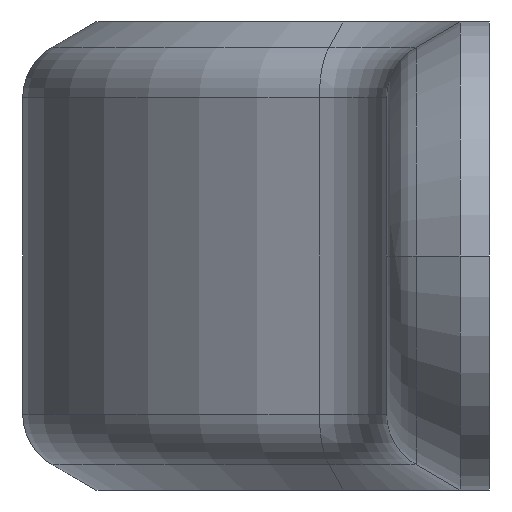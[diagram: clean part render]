
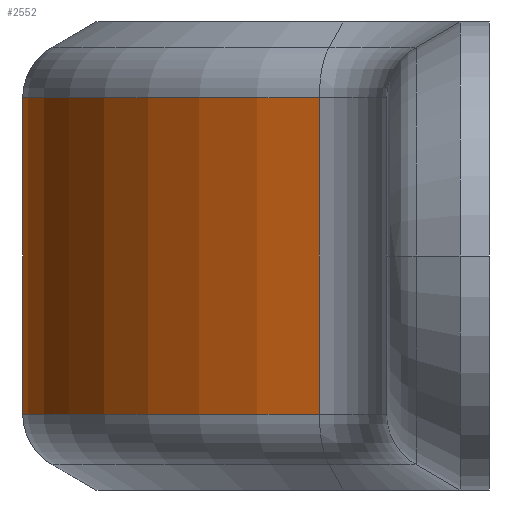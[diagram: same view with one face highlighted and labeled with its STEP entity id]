
A CAD part, left-side view. The second image highlights one B-rep face of the part: STEP entity #2552.
In plain terms, the highlighted cylindrical face has radius 15.028 mm (diameter 30.057 mm), a partial arc.
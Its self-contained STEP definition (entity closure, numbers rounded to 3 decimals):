
#71 = EDGE_LOOP ( 'NONE', ( #1262, #2351, #1122, #1859, #1822, #1338 ) ) ;
#80 = VERTEX_POINT ( 'NONE', #378 ) ;
#145 = AXIS2_PLACEMENT_3D ( 'NONE', #616, #1311, #2910 ) ;
#225 = CARTESIAN_POINT ( 'NONE',  ( 14.212, 4.887, -5.402 ) ) ;
#230 = CARTESIAN_POINT ( 'NONE',  ( 0., 15.028, -5.402 ) ) ;
#238 = AXIS2_PLACEMENT_3D ( 'NONE', #1261, #379, #1987 ) ;
#332 = VECTOR ( 'NONE', #1510, 1000. ) ;
#355 = CARTESIAN_POINT ( 'NONE',  ( 14.212, 4.887, 8. ) ) ;
#359 = CARTESIAN_POINT ( 'NONE',  ( 0., 0., -5.402 ) ) ;
#378 = CARTESIAN_POINT ( 'NONE',  ( 0., 15.028, 5.402 ) ) ;
#379 = DIRECTION ( 'NONE',  ( 0., 0., -1. ) ) ;
#393 = CIRCLE ( 'NONE', #2266, 15.028 ) ;
#434 = EDGE_CURVE ( 'NONE', #80, #1183, #2752, .T. ) ;
#470 = CARTESIAN_POINT ( 'NONE',  ( -14.212, 4.887, 8. ) ) ;
#486 = LINE ( 'NONE', #470, #2176 ) ;
#608 = DIRECTION ( 'NONE',  ( -1., 0., 0. ) ) ;
#610 = CARTESIAN_POINT ( 'NONE',  ( 14.212, 4.887, 5.402 ) ) ;
#616 = CARTESIAN_POINT ( 'NONE',  ( 0., 0., 5.402 ) ) ;
#819 = DIRECTION ( 'NONE',  ( -1., 0., 0. ) ) ;
#839 = EDGE_CURVE ( 'NONE', #1881, #877, #1771, .T. ) ;
#849 = DIRECTION ( 'NONE',  ( 0., 0., -1. ) ) ;
#877 = VERTEX_POINT ( 'NONE', #2756 ) ;
#959 = LINE ( 'NONE', #355, #332 ) ;
#1037 = CARTESIAN_POINT ( 'NONE',  ( 0., 0., 0. ) ) ;
#1122 = ORIENTED_EDGE ( 'NONE', *, *, #839, .T. ) ;
#1124 = CARTESIAN_POINT ( 'NONE',  ( -14.212, 4.887, 5.402 ) ) ;
#1179 = CIRCLE ( 'NONE', #238, 15.028 ) ;
#1182 = DIRECTION ( 'NONE',  ( 0., 0., 1. ) ) ;
#1183 = VERTEX_POINT ( 'NONE', #610 ) ;
#1217 = EDGE_CURVE ( 'NONE', #1183, #2901, #959, .T. ) ;
#1261 = CARTESIAN_POINT ( 'NONE',  ( 0., 0., 5.402 ) ) ;
#1262 = ORIENTED_EDGE ( 'NONE', *, *, #1217, .T. ) ;
#1311 = DIRECTION ( 'NONE',  ( 0., 0., -1. ) ) ;
#1312 = DIRECTION ( 'NONE',  ( 0., 0., 1. ) ) ;
#1338 = ORIENTED_EDGE ( 'NONE', *, *, #434, .T. ) ;
#1510 = DIRECTION ( 'NONE',  ( 0., 0., -1. ) ) ;
#1585 = AXIS2_PLACEMENT_3D ( 'NONE', #359, #2917, #608 ) ;
#1744 = DIRECTION ( 'NONE',  ( -1., 0., 0. ) ) ;
#1771 = CIRCLE ( 'NONE', #1585, 15.028 ) ;
#1822 = ORIENTED_EDGE ( 'NONE', *, *, #2170, .T. ) ;
#1859 = ORIENTED_EDGE ( 'NONE', *, *, #2774, .T. ) ;
#1881 = VERTEX_POINT ( 'NONE', #230 ) ;
#1987 = DIRECTION ( 'NONE',  ( 1., 0., 0. ) ) ;
#2170 = EDGE_CURVE ( 'NONE', #2279, #80, #1179, .T. ) ;
#2176 = VECTOR ( 'NONE', #1182, 1000. ) ;
#2266 = AXIS2_PLACEMENT_3D ( 'NONE', #2836, #1312, #1744 ) ;
#2279 = VERTEX_POINT ( 'NONE', #1124 ) ;
#2351 = ORIENTED_EDGE ( 'NONE', *, *, #2618, .T. ) ;
#2432 = FACE_OUTER_BOUND ( 'NONE', #71, .T. ) ;
#2552 = ADVANCED_FACE ( 'NONE', ( #2432 ), #2897, .T. ) ;
#2618 = EDGE_CURVE ( 'NONE', #2901, #1881, #393, .T. ) ;
#2703 = AXIS2_PLACEMENT_3D ( 'NONE', #1037, #849, #819 ) ;
#2752 = CIRCLE ( 'NONE', #145, 15.028 ) ;
#2756 = CARTESIAN_POINT ( 'NONE',  ( -14.212, 4.887, -5.402 ) ) ;
#2774 = EDGE_CURVE ( 'NONE', #877, #2279, #486, .T. ) ;
#2836 = CARTESIAN_POINT ( 'NONE',  ( 0., 0., -5.402 ) ) ;
#2897 = CYLINDRICAL_SURFACE ( 'NONE', #2703, 15.028 ) ;
#2901 = VERTEX_POINT ( 'NONE', #225 ) ;
#2910 = DIRECTION ( 'NONE',  ( 1., 0., 0. ) ) ;
#2917 = DIRECTION ( 'NONE',  ( 0., 0., 1. ) ) ;
